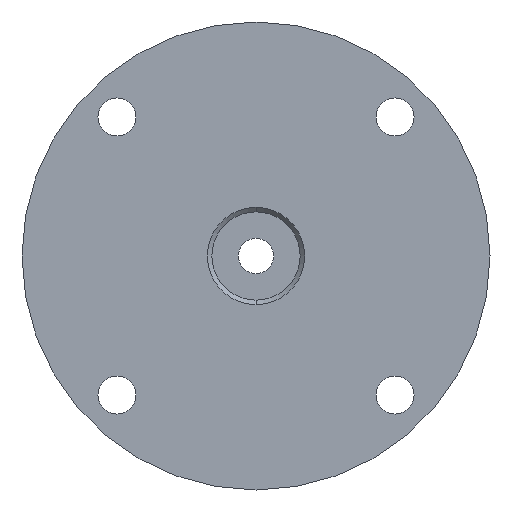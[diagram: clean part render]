
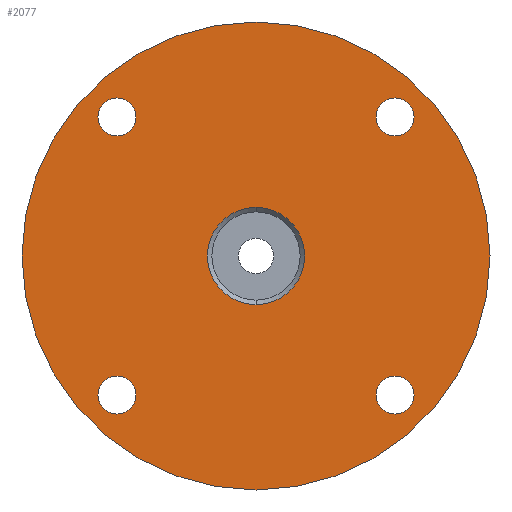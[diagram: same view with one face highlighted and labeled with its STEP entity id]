
A CAD part, left-side view. The second image highlights one B-rep face of the part: STEP entity #2077.
In plain terms, the highlighted planar face has unit normal (-1, 0, 0).
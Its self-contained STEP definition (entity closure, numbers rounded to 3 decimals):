
#4 = DIRECTION ( 'NONE',  ( 0., 0., -1. ) ) ;
#26 = DIRECTION ( 'NONE',  ( 0., 0., 1. ) ) ;
#35 = FACE_BOUND ( 'NONE', #1392, .T. ) ;
#59 = DIRECTION ( 'NONE',  ( 1., 0., 0. ) ) ;
#66 = DIRECTION ( 'NONE',  ( 0., 0., -1. ) ) ;
#142 = CIRCLE ( 'NONE', #778, 53. ) ;
#143 = DIRECTION ( 'NONE',  ( 1., 0., 0. ) ) ;
#216 = DIRECTION ( 'NONE',  ( 0., 0., -1. ) ) ;
#225 = CIRCLE ( 'NONE', #1634, 4.3 ) ;
#228 = VERTEX_POINT ( 'NONE', #438 ) ;
#234 = AXIS2_PLACEMENT_3D ( 'NONE', #1611, #1803, #1421 ) ;
#250 = CARTESIAN_POINT ( 'NONE',  ( -42., -31.5, 31.5 ) ) ;
#262 = CIRCLE ( 'NONE', #494, 4.3 ) ;
#266 = CIRCLE ( 'NONE', #902, 4.3 ) ;
#304 = CARTESIAN_POINT ( 'NONE',  ( -42., 31.5, -35.8 ) ) ;
#309 = VERTEX_POINT ( 'NONE', #2278 ) ;
#316 = EDGE_CURVE ( 'NONE', #2209, #1774, #1383, .T. ) ;
#322 = ORIENTED_EDGE ( 'NONE', *, *, #1785, .T. ) ;
#371 = AXIS2_PLACEMENT_3D ( 'NONE', #741, #553, #4 ) ;
#435 = ORIENTED_EDGE ( 'NONE', *, *, #680, .F. ) ;
#438 = CARTESIAN_POINT ( 'NONE',  ( -42., 0., -53. ) ) ;
#462 = DIRECTION ( 'NONE',  ( 1., 0., 0. ) ) ;
#494 = AXIS2_PLACEMENT_3D ( 'NONE', #913, #1457, #2045 ) ;
#508 = VERTEX_POINT ( 'NONE', #1342 ) ;
#520 = DIRECTION ( 'NONE',  ( 1., 0., 0. ) ) ;
#542 = CARTESIAN_POINT ( 'NONE',  ( -42., 0., 0. ) ) ;
#553 = DIRECTION ( 'NONE',  ( 1., 0., 0. ) ) ;
#555 = ORIENTED_EDGE ( 'NONE', *, *, #2305, .T. ) ;
#568 = ORIENTED_EDGE ( 'NONE', *, *, #1938, .T. ) ;
#600 = VERTEX_POINT ( 'NONE', #2303 ) ;
#653 = AXIS2_PLACEMENT_3D ( 'NONE', #881, #462, #1453 ) ;
#672 = DIRECTION ( 'NONE',  ( 0., 0., -1. ) ) ;
#680 = EDGE_CURVE ( 'NONE', #228, #1859, #812, .T. ) ;
#698 = VERTEX_POINT ( 'NONE', #304 ) ;
#714 = DIRECTION ( 'NONE',  ( 0., 0., -1. ) ) ;
#732 = CARTESIAN_POINT ( 'NONE',  ( -42., 0., 0. ) ) ;
#741 = CARTESIAN_POINT ( 'NONE',  ( -42., 31.5, 31.5 ) ) ;
#763 = VERTEX_POINT ( 'NONE', #2150 ) ;
#778 = AXIS2_PLACEMENT_3D ( 'NONE', #1646, #143, #714 ) ;
#799 = VERTEX_POINT ( 'NONE', #1378 ) ;
#812 = CIRCLE ( 'NONE', #1473, 53. ) ;
#822 = FACE_BOUND ( 'NONE', #1368, .T. ) ;
#823 = AXIS2_PLACEMENT_3D ( 'NONE', #1693, #520, #1112 ) ;
#881 = CARTESIAN_POINT ( 'NONE',  ( -42., 31.5, -31.5 ) ) ;
#898 = ORIENTED_EDGE ( 'NONE', *, *, #316, .T. ) ;
#902 = AXIS2_PLACEMENT_3D ( 'NONE', #2176, #59, #216 ) ;
#905 = CIRCLE ( 'NONE', #1029, 4.3 ) ;
#906 = DIRECTION ( 'NONE',  ( 0., 0., -1. ) ) ;
#913 = CARTESIAN_POINT ( 'NONE',  ( -42., 31.5, 31.5 ) ) ;
#926 = EDGE_CURVE ( 'NONE', #698, #309, #225, .T. ) ;
#947 = ORIENTED_EDGE ( 'NONE', *, *, #1174, .T. ) ;
#988 = FACE_OUTER_BOUND ( 'NONE', #2419, .T. ) ;
#997 = EDGE_CURVE ( 'NONE', #1859, #228, #142, .T. ) ;
#1026 = FACE_BOUND ( 'NONE', #1302, .T. ) ;
#1029 = AXIS2_PLACEMENT_3D ( 'NONE', #250, #1789, #66 ) ;
#1036 = DIRECTION ( 'NONE',  ( 1., 0., 0. ) ) ;
#1112 = DIRECTION ( 'NONE',  ( 0., 0., -1. ) ) ;
#1131 = ORIENTED_EDGE ( 'NONE', *, *, #1355, .T. ) ;
#1139 = VERTEX_POINT ( 'NONE', #1748 ) ;
#1174 = EDGE_CURVE ( 'NONE', #763, #1265, #1867, .T. ) ;
#1190 = CIRCLE ( 'NONE', #653, 4.3 ) ;
#1228 = DIRECTION ( 'NONE',  ( 1., 0., 0. ) ) ;
#1264 = CIRCLE ( 'NONE', #1913, 11. ) ;
#1265 = VERTEX_POINT ( 'NONE', #1590 ) ;
#1276 = ORIENTED_EDGE ( 'NONE', *, *, #997, .F. ) ;
#1302 = EDGE_LOOP ( 'NONE', ( #568, #322 ) ) ;
#1342 = CARTESIAN_POINT ( 'NONE',  ( -42., -31.5, -27.2 ) ) ;
#1355 = EDGE_CURVE ( 'NONE', #1774, #2209, #262, .T. ) ;
#1356 = CIRCLE ( 'NONE', #823, 4.3 ) ;
#1367 = ORIENTED_EDGE ( 'NONE', *, *, #926, .T. ) ;
#1368 = EDGE_LOOP ( 'NONE', ( #1527, #555 ) ) ;
#1378 = CARTESIAN_POINT ( 'NONE',  ( -42., -31.5, -35.8 ) ) ;
#1383 = CIRCLE ( 'NONE', #371, 4.3 ) ;
#1392 = EDGE_LOOP ( 'NONE', ( #898, #1131 ) ) ;
#1421 = DIRECTION ( 'NONE',  ( 0., 0., 1. ) ) ;
#1430 = CARTESIAN_POINT ( 'NONE',  ( -42., 0., 53. ) ) ;
#1453 = DIRECTION ( 'NONE',  ( 0., 0., -1. ) ) ;
#1457 = DIRECTION ( 'NONE',  ( 1., 0., 0. ) ) ;
#1473 = AXIS2_PLACEMENT_3D ( 'NONE', #542, #1500, #906 ) ;
#1500 = DIRECTION ( 'NONE',  ( 1., 0., 0. ) ) ;
#1527 = ORIENTED_EDGE ( 'NONE', *, *, #1853, .T. ) ;
#1590 = CARTESIAN_POINT ( 'NONE',  ( -42., 0., 11. ) ) ;
#1598 = EDGE_LOOP ( 'NONE', ( #1367, #1765 ) ) ;
#1611 = CARTESIAN_POINT ( 'NONE',  ( -42., 53., 0. ) ) ;
#1625 = DIRECTION ( 'NONE',  ( 0., 0., -1. ) ) ;
#1634 = AXIS2_PLACEMENT_3D ( 'NONE', #1812, #2179, #1625 ) ;
#1642 = CARTESIAN_POINT ( 'NONE',  ( -42., 31.5, 35.8 ) ) ;
#1646 = CARTESIAN_POINT ( 'NONE',  ( -42., 0., 0. ) ) ;
#1666 = CARTESIAN_POINT ( 'NONE',  ( -42., -31.5, -31.5 ) ) ;
#1693 = CARTESIAN_POINT ( 'NONE',  ( -42., -31.5, 31.5 ) ) ;
#1716 = AXIS2_PLACEMENT_3D ( 'NONE', #732, #2288, #26 ) ;
#1726 = AXIS2_PLACEMENT_3D ( 'NONE', #1666, #1036, #672 ) ;
#1748 = CARTESIAN_POINT ( 'NONE',  ( -42., -31.5, 35.8 ) ) ;
#1761 = EDGE_CURVE ( 'NONE', #309, #698, #1190, .T. ) ;
#1765 = ORIENTED_EDGE ( 'NONE', *, *, #1761, .T. ) ;
#1773 = EDGE_LOOP ( 'NONE', ( #1967, #947 ) ) ;
#1774 = VERTEX_POINT ( 'NONE', #1642 ) ;
#1779 = PLANE ( 'NONE',  #234 ) ;
#1785 = EDGE_CURVE ( 'NONE', #508, #799, #2000, .T. ) ;
#1789 = DIRECTION ( 'NONE',  ( 1., 0., 0. ) ) ;
#1802 = EDGE_CURVE ( 'NONE', #1265, #763, #1264, .T. ) ;
#1803 = DIRECTION ( 'NONE',  ( -1., 0., 0. ) ) ;
#1805 = CARTESIAN_POINT ( 'NONE',  ( -42., 0., 0. ) ) ;
#1812 = CARTESIAN_POINT ( 'NONE',  ( -42., 31.5, -31.5 ) ) ;
#1853 = EDGE_CURVE ( 'NONE', #600, #1139, #1356, .T. ) ;
#1859 = VERTEX_POINT ( 'NONE', #1430 ) ;
#1867 = CIRCLE ( 'NONE', #1716, 11. ) ;
#1913 = AXIS2_PLACEMENT_3D ( 'NONE', #1805, #1228, #2005 ) ;
#1935 = CARTESIAN_POINT ( 'NONE',  ( -42., 31.5, 27.2 ) ) ;
#1938 = EDGE_CURVE ( 'NONE', #799, #508, #266, .T. ) ;
#1967 = ORIENTED_EDGE ( 'NONE', *, *, #1802, .T. ) ;
#2000 = CIRCLE ( 'NONE', #1726, 4.3 ) ;
#2005 = DIRECTION ( 'NONE',  ( 0., 0., 1. ) ) ;
#2045 = DIRECTION ( 'NONE',  ( 0., 0., -1. ) ) ;
#2077 = ADVANCED_FACE ( 'NONE', ( #2352, #2359, #35, #822, #1026, #988 ), #1779, .T. ) ;
#2150 = CARTESIAN_POINT ( 'NONE',  ( -42., 0., -11. ) ) ;
#2176 = CARTESIAN_POINT ( 'NONE',  ( -42., -31.5, -31.5 ) ) ;
#2179 = DIRECTION ( 'NONE',  ( 1., 0., 0. ) ) ;
#2209 = VERTEX_POINT ( 'NONE', #1935 ) ;
#2278 = CARTESIAN_POINT ( 'NONE',  ( -42., 31.5, -27.2 ) ) ;
#2288 = DIRECTION ( 'NONE',  ( 1., 0., 0. ) ) ;
#2303 = CARTESIAN_POINT ( 'NONE',  ( -42., -31.5, 27.2 ) ) ;
#2305 = EDGE_CURVE ( 'NONE', #1139, #600, #905, .T. ) ;
#2352 = FACE_BOUND ( 'NONE', #1773, .T. ) ;
#2359 = FACE_BOUND ( 'NONE', #1598, .T. ) ;
#2419 = EDGE_LOOP ( 'NONE', ( #435, #1276 ) ) ;
